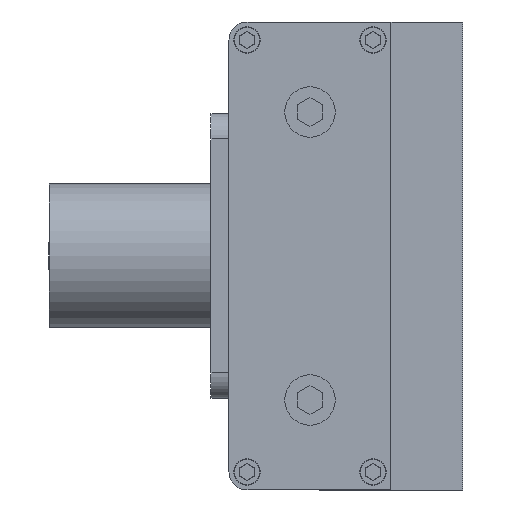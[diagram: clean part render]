
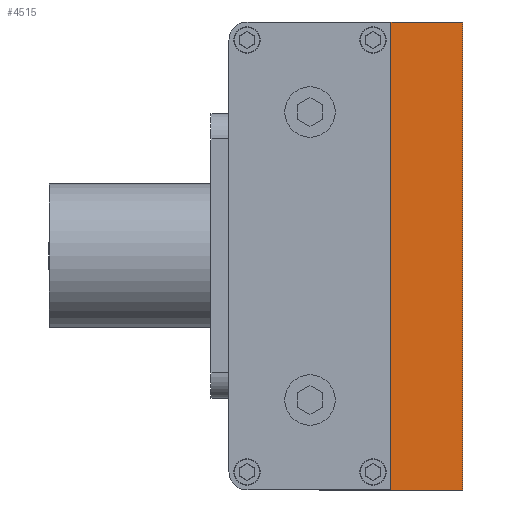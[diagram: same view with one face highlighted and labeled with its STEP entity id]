
A CAD part, left-side view. The second image highlights one B-rep face of the part: STEP entity #4515.
In plain terms, the highlighted planar face has unit normal (-1, 0, 0).
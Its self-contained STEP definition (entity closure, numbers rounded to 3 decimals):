
#24 = CARTESIAN_POINT ( 'NONE',  ( -500., -20., 65. ) ) ;
#168 = EDGE_CURVE ( 'NONE', #3110, #6859, #4886, .T. ) ;
#586 = DIRECTION ( 'NONE',  ( 0., 0., -1. ) ) ;
#706 = FACE_OUTER_BOUND ( 'NONE', #1121, .T. ) ;
#937 = DIRECTION ( 'NONE',  ( 0., 1., 0. ) ) ;
#1040 = CARTESIAN_POINT ( 'NONE',  ( -500., -20., -65. ) ) ;
#1121 = EDGE_LOOP ( 'NONE', ( #8175, #3176, #5413, #10910 ) ) ;
#1705 = CARTESIAN_POINT ( 'NONE',  ( -500., -20., 65. ) ) ;
#2128 = LINE ( 'NONE', #7456, #3270 ) ;
#2586 = PLANE ( 'NONE',  #8183 ) ;
#3110 = VERTEX_POINT ( 'NONE', #10051 ) ;
#3169 = CARTESIAN_POINT ( 'NONE',  ( -500., 0., 65. ) ) ;
#3176 = ORIENTED_EDGE ( 'NONE', *, *, #10450, .F. ) ;
#3270 = VECTOR ( 'NONE', #6507, 1000. ) ;
#4010 = VECTOR ( 'NONE', #7636, 1000. ) ;
#4080 = CARTESIAN_POINT ( 'NONE',  ( -500., 0., 65. ) ) ;
#4515 = ADVANCED_FACE ( 'NONE', ( #706 ), #2586, .F. ) ;
#4886 = LINE ( 'NONE', #24, #4010 ) ;
#5300 = VECTOR ( 'NONE', #586, 1000. ) ;
#5413 = ORIENTED_EDGE ( 'NONE', *, *, #5431, .F. ) ;
#5431 = EDGE_CURVE ( 'NONE', #3110, #6772, #2128, .T. ) ;
#6507 = DIRECTION ( 'NONE',  ( 0., 0., -1. ) ) ;
#6559 = LINE ( 'NONE', #3169, #5300 ) ;
#6772 = VERTEX_POINT ( 'NONE', #1040 ) ;
#6859 = VERTEX_POINT ( 'NONE', #4080 ) ;
#7260 = EDGE_CURVE ( 'NONE', #6859, #10432, #6559, .T. ) ;
#7456 = CARTESIAN_POINT ( 'NONE',  ( -500., -20., 65. ) ) ;
#7636 = DIRECTION ( 'NONE',  ( 0., 1., 0. ) ) ;
#7922 = DIRECTION ( 'NONE',  ( 0., 0., -1. ) ) ;
#8055 = LINE ( 'NONE', #11646, #9278 ) ;
#8175 = ORIENTED_EDGE ( 'NONE', *, *, #7260, .T. ) ;
#8183 = AXIS2_PLACEMENT_3D ( 'NONE', #1705, #9703, #7922 ) ;
#9042 = CARTESIAN_POINT ( 'NONE',  ( -500., 0., -65. ) ) ;
#9278 = VECTOR ( 'NONE', #937, 1000. ) ;
#9703 = DIRECTION ( 'NONE',  ( 1., 0., 0. ) ) ;
#10051 = CARTESIAN_POINT ( 'NONE',  ( -500., -20., 65. ) ) ;
#10432 = VERTEX_POINT ( 'NONE', #9042 ) ;
#10450 = EDGE_CURVE ( 'NONE', #6772, #10432, #8055, .T. ) ;
#10910 = ORIENTED_EDGE ( 'NONE', *, *, #168, .T. ) ;
#11646 = CARTESIAN_POINT ( 'NONE',  ( -500., -20., -65. ) ) ;
